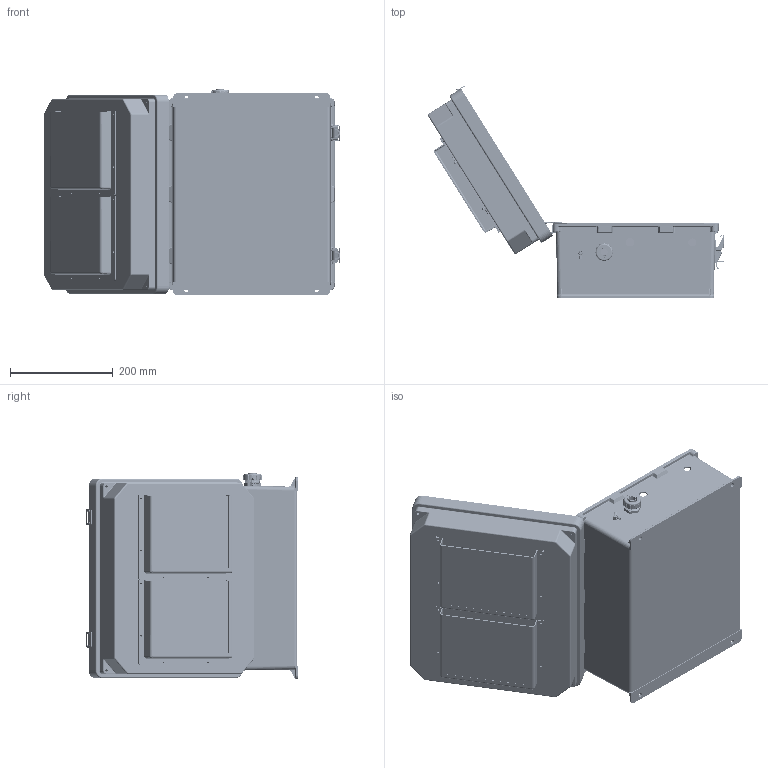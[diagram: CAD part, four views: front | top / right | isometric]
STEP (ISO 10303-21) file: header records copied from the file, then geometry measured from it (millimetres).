
FILE_DESCRIPTION (( 'STEP AP214' ), '1' );
FILE_NAME ('NBB141207-10FS.STEP', '2015-09-22T17:33:12', ( 'L-Com' ), ( 'L-Com Global Connectivity' ), 'SwSTEP 2.0', 'SolidWorks 2014', '' );
FILE_SCHEMA (( 'AUTOMOTIVE_DESIGN' ));
Length unit declared in the file: inch
Products named in the file (29): XCT-0011; XCT-0010; XF451-01; XFW-0002; XFN-0003; XFS-0023_92470A148; XCT-0005; XFS-0024_90184A168; XFS-0026; XMH-0004-1; XC-0003; XMH-0002; NB141207-DoorClasp-2; Fan Screen-120x120 ALUM; NB141207-DoorClasp-1; XFN-0002; NBB141207-Lid_Vented; XM220-01B; NB141207-Hinge; NEMA GroundWire-2; NBB141207-Box; XMH-0007; XF797-02; NBB141207-10FS; XFS-0017; 10-32 NEMA PLATE SCREW; XMH-0010; XFN-0013; XCTB-0002
Assembly tree (59 placements, depth 2):
  NBB141207-10FS
    NBB141207-Box
    NB141207-Hinge  x2
    NBB141207-Lid_Vented
    NB141207-DoorClasp-1  x2
    NB141207-DoorClasp-2  x2
    XC-0003
    XFS-0026
    XCT-0005
    XFN-0003  x2
    XFW-0002
    XF451-01
    XCT-0010
    XCT-0011
    XCTB-0002
    XFN-0013  x2
    XMH-0010  x2
    10-32 NEMA PLATE SCREW  x4
    XFS-0017  x5
    XF797-02
    XMH-0007  x4
    NEMA GroundWire-2
    XM220-01B  x2
    XFN-0002  x8
    Fan Screen-120x120 ALUM  x2
    XMH-0002
    XMH-0004-1
    XFS-0024_90184A168  x4
    XFS-0023_92470A148  x4
Bounding box: 578.07 x 413.05 x 402.37 mm (x, y, z)
Volume: 2622155 mm3; surface area: 1697413.8 mm2
Topology: 66 solids, 67 shells, 8042 faces, 21409 edges, 13525 vertices
Faces by surface type: cylinder 3673, plane 2077, cone 1201, bspline 568, torus 479, sphere 44
Entity records: 188373 total; most frequent: CARTESIAN_POINT 57318, ORIENTED_EDGE 23754, DIRECTION 22573, EDGE_CURVE 11877, AXIS2_PLACEMENT_3D 8542, VERTEX_POINT 7477, LINE 5489, VECTOR 5489
